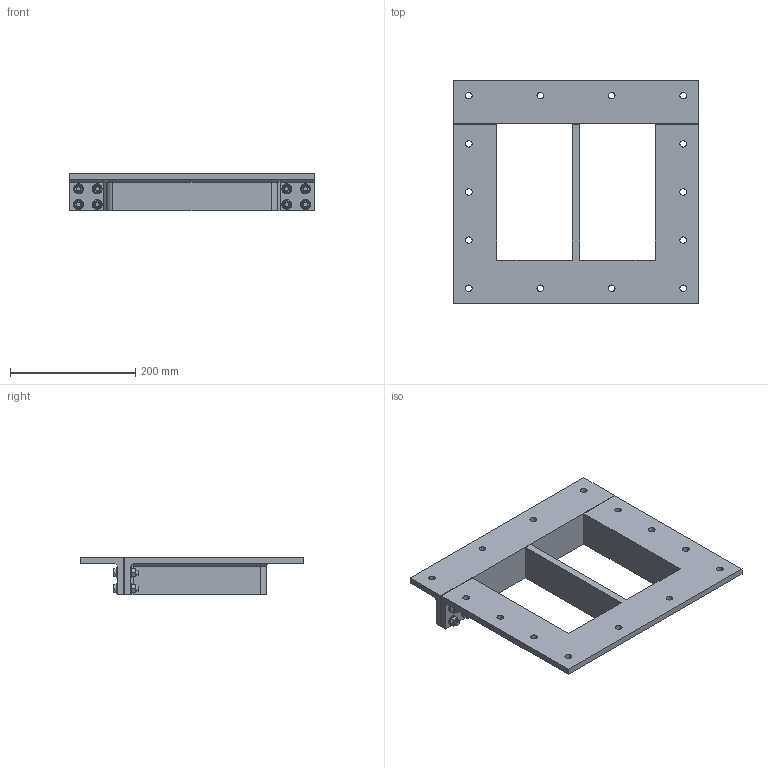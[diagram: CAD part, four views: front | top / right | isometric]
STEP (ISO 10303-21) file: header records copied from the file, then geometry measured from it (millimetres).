
FILE_DESCRIPTION(/* description */ (''),/* implementation_level */ '2;1');
FILE_NAME(/* name */ 'SFOH 6x2.stp',/* time_stamp */ '2025-09-03T15:03:57+02:00',/* author */ ('se-ricthi'),/* organization */ (''),/* preprocessor_version */ 'ST-DEVELOPER v19.2',/* originating_system */ 'Autodesk Inventor 2023',/* authorisation */ '');
FILE_SCHEMA (('AUTOMOTIVE_DESIGN { 1 0 10303 214 3 1 1 }'));
Length unit declared in the file: millimetre
Products named in the file (11): 100-293048_SFOH 6x2 S355; 100-293052_SFOH 6x2 FRAME HALF S355; 100-293051_SFOH 6x2 FRAME LID S355; 100-162318; 100-272447; 100-030994; ISO 4017 - M8 x 35; ISO 4032 - M8; 100-162319; ISO 7089 - 8 - 140 HV; ISO 4017 - M8 x 25
Assembly tree (21 placements, depth 3):
  100-293048_SFOH 6x2 S355
    100-293052_SFOH 6x2 FRAME HALF S355
    100-293051_SFOH 6x2 FRAME LID S355
    100-162318
    100-030994  x8
      ISO 4017 - M8 x 35
      ISO 7089 - 8 - 140 HV
      ISO 4032 - M8
    100-272447
    100-162319
    ISO 7089 - 8 - 140 HV  x2
    ISO 4017 - M8 x 25  x2
Bounding box: 393 x 358 x 60 mm (x, y, z)
Volume: 1646125 mm3; surface area: 399251.9 mm2
Topology: 41 solids, 41 shells, 472 faces, 1014 edges, 644 vertices
Faces by surface type: plane 256, cylinder 110, cone 106
Full cylindrical faces by diameter (mm): 6.647 x10, 8 x20, 8.4 x18, 8.5 x18, 10.5 x14, 11.63 x10, 16 x18
Entity records: 5344 total; most frequent: CARTESIAN_POINT 904, DIRECTION 867, ORIENTED_EDGE 776, EDGE_CURVE 388, AXIS2_PLACEMENT_3D 322, EDGE_LOOP 255, VERTEX_POINT 251, LINE 223
